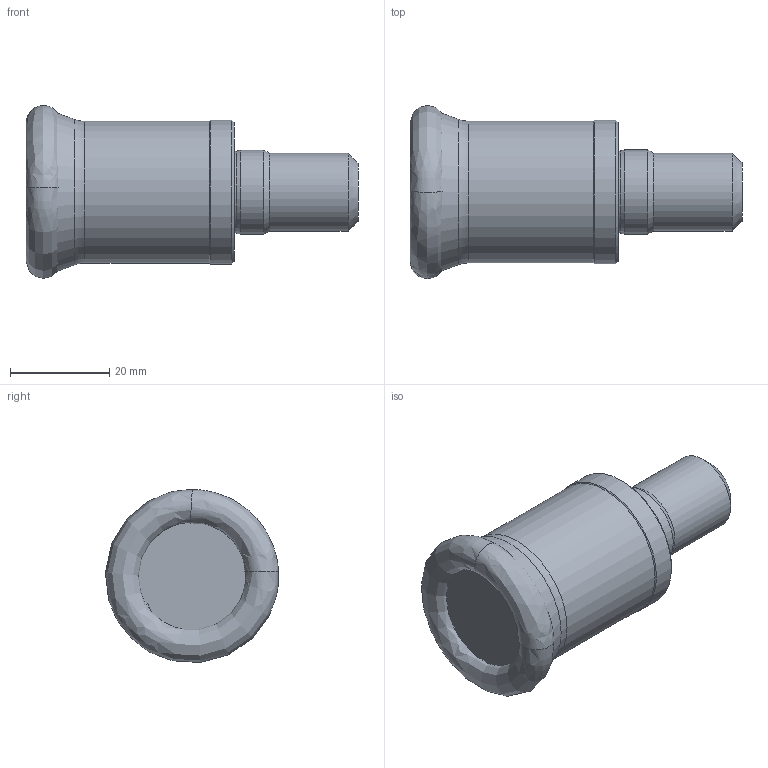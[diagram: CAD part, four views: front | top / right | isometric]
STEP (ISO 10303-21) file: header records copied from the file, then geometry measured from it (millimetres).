
FILE_DESCRIPTION(/* description */ (''),/* implementation_level */ '2;1');
FILE_NAME(/* name */ 'AEMR-RD0702-D35-M16-L42-Z06-H.stp',/* time_stamp */ '2023-10-19T19:44:06+03:00',/* author */ (''),/* organization */ (''),/* preprocessor_version */ 'ST-DEVELOPER v19.4',/* originating_system */ 'SIEMENS PLM Software NX2306.5001',/* authorisation */ '');
FILE_SCHEMA (('AUTOMOTIVE_DESIGN { 1 0 10303 214 3 1 1 1 }'));
Length unit declared in the file: millimetre
Products named in the file (1): AEMR-RD0702-D35-M16-L42-Z06-H-LIGHT_x_t_objects
Bounding box: 67 x 34.95 x 34.92 mm (x, y, z)
Volume: 35564.2 mm3; surface area: 8440.1 mm2
Topology: 2 solids, 2 shells, 21 faces, 39 edges, 21 vertices
Faces by surface type: cone 7, cylinder 5, torus 3, plane 3, bspline 2, revolution 1
Full cylindrical faces by diameter (mm): 15.75 x1, 16.6 x1, 17 x1, 28.6 x1, 29 x1
Entity records: 585 total; most frequent: CARTESIAN_POINT 199, DIRECTION 79, EDGE_LOOP 40, ORIENTED_EDGE 40, AXIS2_PLACEMENT_3D 39, FACE_BOUND 38, ADVANCED_FACE 21, VERTEX_POINT 20
